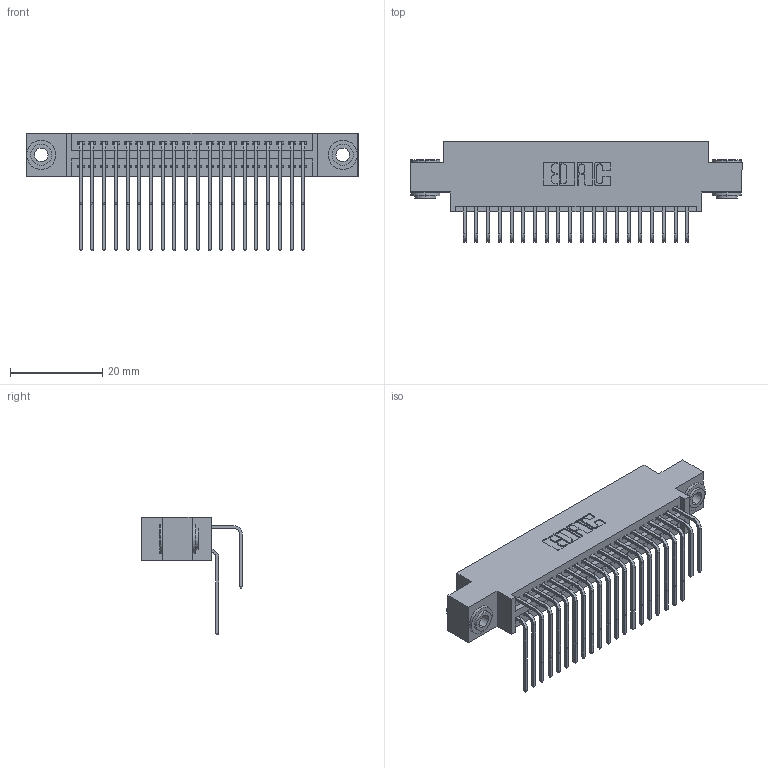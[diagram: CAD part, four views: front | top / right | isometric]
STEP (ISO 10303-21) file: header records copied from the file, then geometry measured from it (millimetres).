
FILE_DESCRIPTION (( 'STEP AP203' ), '1' );
FILE_NAME ('395-040-558-803.STEP', '2018-11-14T23:19:49', ( '' ), ( '' ), 'SwSTEP 2.0', 'SolidWorks 2016', '' );
FILE_SCHEMA (( 'CONFIG_CONTROL_DESIGN' ));
Length unit declared in the file: inch
Products named in the file (5): 345-250-002_345-250-002-102; 345-292-001_558 Tail - 2; 395-040-558-803; 345 Part_0.170 Offset - 0.156 Dia-TH; 345-292-001_558 559 Tail - 1
Assembly tree (43 placements, depth 2):
  395-040-558-803
    345 Part_0.170 Offset - 0.156 Dia-TH
    345-292-001_558 559 Tail - 1  x20
    345-292-001_558 Tail - 2  x20
    345-250-002_345-250-002-102  x2
Bounding box: 72.01 x 21.83 x 25.53 mm (x, y, z)
Volume: 6927.6 mm3; surface area: 11247.5 mm2
Topology: 43 solids, 43 shells, 2248 faces, 6629 edges, 4362 vertices
Faces by surface type: plane 1494, cylinder 746, cone 8
Entity records: 21088 total; most frequent: CARTESIAN_POINT 3578, ORIENTED_EDGE 3454, DIRECTION 3185, EDGE_CURVE 1727, LINE 1451, VECTOR 1451, VERTEX_POINT 1146, AXIS2_PLACEMENT_3D 867
